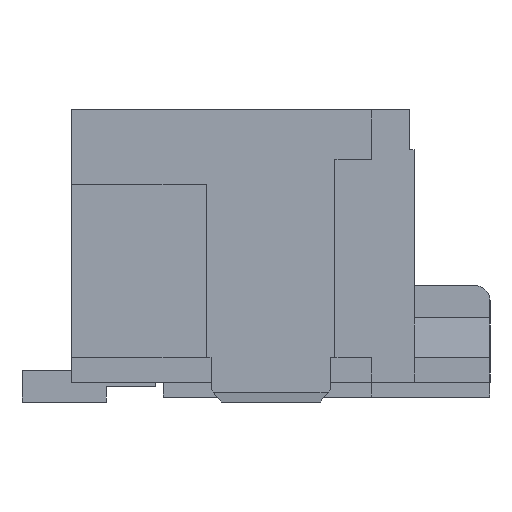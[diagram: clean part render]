
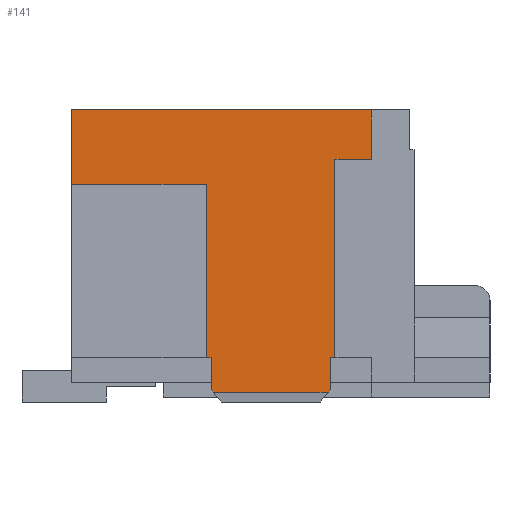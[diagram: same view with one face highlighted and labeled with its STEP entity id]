
A CAD part, left-side view. The second image highlights one B-rep face of the part: STEP entity #141.
In plain terms, the highlighted planar face has unit normal (-1, 0, 0).
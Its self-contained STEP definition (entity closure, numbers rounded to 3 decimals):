
#141=ADVANCED_FACE('',(#642),#400,.F.);
#400=PLANE('',#5116);
#642=FACE_OUTER_BOUND('',#909,.T.);
#909=EDGE_LOOP('',(#1589,#1590,#1591,#1592,#1593,#1594,#1595,#1596,#1597,
#1598,#1599,#1600,#1601,#1602));
#1589=ORIENTED_EDGE('',*,*,#3339,.F.);
#1590=ORIENTED_EDGE('',*,*,#3340,.T.);
#1591=ORIENTED_EDGE('',*,*,#3341,.T.);
#1592=ORIENTED_EDGE('',*,*,#3342,.T.);
#1593=ORIENTED_EDGE('',*,*,#3343,.F.);
#1594=ORIENTED_EDGE('',*,*,#3330,.F.);
#1595=ORIENTED_EDGE('',*,*,#3338,.F.);
#1596=ORIENTED_EDGE('',*,*,#3336,.F.);
#1597=ORIENTED_EDGE('',*,*,#3334,.F.);
#1598=ORIENTED_EDGE('',*,*,#3006,.F.);
#1599=ORIENTED_EDGE('',*,*,#3059,.F.);
#1600=ORIENTED_EDGE('',*,*,#3333,.F.);
#1601=ORIENTED_EDGE('',*,*,#3331,.F.);
#1602=ORIENTED_EDGE('',*,*,#3326,.F.);
#2548=VERTEX_POINT('',#6641);
#2549=VERTEX_POINT('',#6643);
#2599=VERTEX_POINT('',#6747);
#2808=VERTEX_POINT('',#7269);
#2810=VERTEX_POINT('',#7273);
#2811=VERTEX_POINT('',#7275);
#2812=VERTEX_POINT('',#7279);
#2813=VERTEX_POINT('',#7283);
#2814=VERTEX_POINT('',#7289);
#2815=VERTEX_POINT('',#7293);
#2816=VERTEX_POINT('',#7299);
#2817=VERTEX_POINT('',#7301);
#2818=VERTEX_POINT('',#7303);
#2819=VERTEX_POINT('',#7305);
#3006=EDGE_CURVE('',#2548,#2549,#3711,.T.);
#3059=EDGE_CURVE('',#2599,#2548,#3762,.T.);
#3326=EDGE_CURVE('',#2810,#2811,#4021,.T.);
#3330=EDGE_CURVE('',#2812,#2808,#4025,.T.);
#3331=EDGE_CURVE('',#2811,#2813,#4026,.T.);
#3333=EDGE_CURVE('',#2813,#2599,#4028,.T.);
#3334=EDGE_CURVE('',#2549,#2814,#4029,.T.);
#3336=EDGE_CURVE('',#2814,#2815,#4031,.T.);
#3338=EDGE_CURVE('',#2815,#2812,#4033,.T.);
#3339=EDGE_CURVE('',#2816,#2810,#4034,.T.);
#3340=EDGE_CURVE('',#2816,#2817,#4035,.T.);
#3341=EDGE_CURVE('',#2817,#2818,#4036,.T.);
#3342=EDGE_CURVE('',#2818,#2819,#4037,.T.);
#3343=EDGE_CURVE('',#2808,#2819,#4038,.T.);
#3711=LINE('',#6642,#4394);
#3762=LINE('',#6748,#4445);
#4021=LINE('',#7274,#4704);
#4025=LINE('',#7280,#4708);
#4026=LINE('',#7282,#4709);
#4028=LINE('',#7286,#4711);
#4029=LINE('',#7288,#4712);
#4031=LINE('',#7292,#4714);
#4033=LINE('',#7296,#4716);
#4034=LINE('',#7298,#4717);
#4035=LINE('',#7300,#4718);
#4036=LINE('',#7302,#4719);
#4037=LINE('',#7304,#4720);
#4038=LINE('',#7306,#4721);
#4394=VECTOR('',#5369,1.);
#4445=VECTOR('',#5428,1.);
#4704=VECTOR('',#5799,1.);
#4708=VECTOR('',#5803,1.);
#4709=VECTOR('',#5806,1.);
#4711=VECTOR('',#5810,1.);
#4712=VECTOR('',#5813,1.);
#4714=VECTOR('',#5817,1.);
#4716=VECTOR('',#5821,1.);
#4717=VECTOR('',#5824,1.);
#4718=VECTOR('',#5825,1.);
#4719=VECTOR('',#5826,1.);
#4720=VECTOR('',#5827,1.);
#4721=VECTOR('',#5828,1.);
#5116=AXIS2_PLACEMENT_3D('',#7307,#5829,#5830);
#5369=DIRECTION('',(0.,-1.,0.));
#5428=DIRECTION('',(0.,0.,1.));
#5799=DIRECTION('',(0.,1.,0.));
#5803=DIRECTION('',(0.,1.,0.));
#5806=DIRECTION('',(0.,0.,1.));
#5810=DIRECTION('',(0.,1.,0.));
#5813=DIRECTION('',(0.,0.,-1.));
#5817=DIRECTION('',(0.,1.,0.));
#5821=DIRECTION('',(0.,0.,-1.));
#5824=DIRECTION('',(0.,0.,1.));
#5825=DIRECTION('',(0.,-0.625,-0.781));
#5826=DIRECTION('',(0.,-1.,0.));
#5827=DIRECTION('',(0.,-0.625,0.781));
#5828=DIRECTION('',(0.,0.,-1.));
#5829=DIRECTION('',(1.,0.,0.));
#5830=DIRECTION('',(0.,0.,-1.));
#6641=CARTESIAN_POINT('',(-8.415,10.9,6.55));
#6642=CARTESIAN_POINT('',(-8.415,10.9,6.55));
#6643=CARTESIAN_POINT('',(-8.415,4.85,6.55));
#6747=CARTESIAN_POINT('',(-8.415,10.9,5.05));
#6748=CARTESIAN_POINT('',(-8.415,10.9,5.05));
#7269=CARTESIAN_POINT('',(-8.415,5.68,1.55));
#7273=CARTESIAN_POINT('',(-8.415,8.08,1.55));
#7274=CARTESIAN_POINT('',(-8.415,0.,1.55));
#7275=CARTESIAN_POINT('',(-8.415,8.18,1.55));
#7279=CARTESIAN_POINT('',(-8.415,5.58,1.55));
#7280=CARTESIAN_POINT('',(-8.415,0.,1.55));
#7282=CARTESIAN_POINT('',(-8.415,8.18,1.55));
#7283=CARTESIAN_POINT('',(-8.415,8.18,5.05));
#7286=CARTESIAN_POINT('',(-8.415,8.18,5.05));
#7288=CARTESIAN_POINT('',(-8.415,4.85,6.55));
#7289=CARTESIAN_POINT('',(-8.415,4.85,5.55));
#7292=CARTESIAN_POINT('',(-8.415,4.85,5.55));
#7293=CARTESIAN_POINT('',(-8.415,5.58,5.55));
#7296=CARTESIAN_POINT('',(-8.415,5.58,5.55));
#7298=CARTESIAN_POINT('',(-8.415,8.08,0.65));
#7299=CARTESIAN_POINT('',(-8.415,8.08,0.9));
#7300=CARTESIAN_POINT('',(-8.415,8.08,0.9));
#7301=CARTESIAN_POINT('',(-8.415,8.04,0.85));
#7302=CARTESIAN_POINT('',(-8.415,0.,0.85));
#7303=CARTESIAN_POINT('',(-8.415,5.72,0.85));
#7304=CARTESIAN_POINT('',(-8.415,5.88,0.65));
#7305=CARTESIAN_POINT('',(-8.415,5.68,0.9));
#7306=CARTESIAN_POINT('',(-8.415,5.68,1.55));
#7307=CARTESIAN_POINT('',(-8.415,0.,0.));
